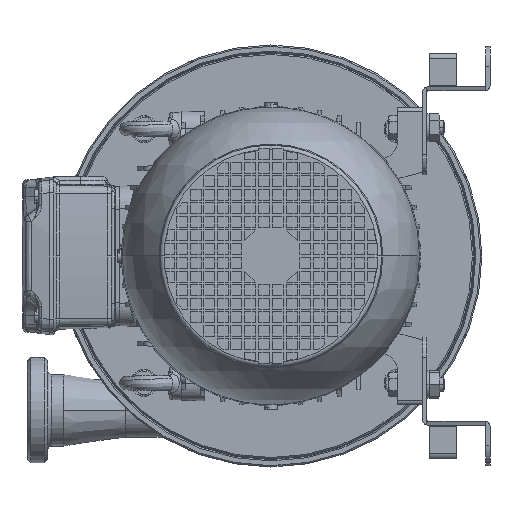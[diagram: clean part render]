
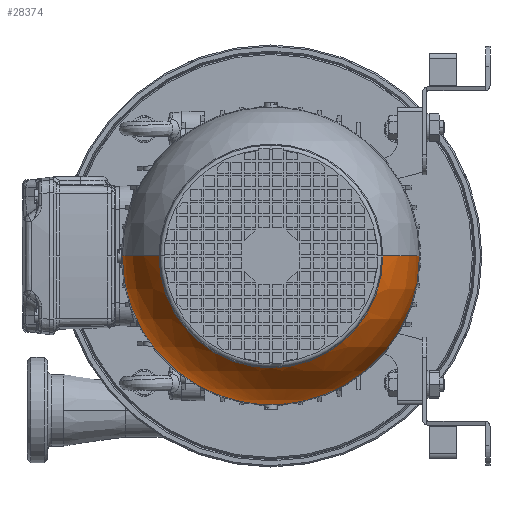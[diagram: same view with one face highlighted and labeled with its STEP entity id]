
A CAD part, left-side view. The second image highlights one B-rep face of the part: STEP entity #28374.
In plain terms, the highlighted spherical face has radius 109.835 mm.
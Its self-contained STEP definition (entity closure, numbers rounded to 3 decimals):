
#850 = VERTEX_POINT ( 'NONE', #28940 ) ;
#6021 = DIRECTION ( 'NONE',  ( -1., 0., 0. ) ) ;
#6268 = DIRECTION ( 'NONE',  ( 0., 1., 0. ) ) ;
#6743 = DIRECTION ( 'NONE',  ( 0., 1., 0. ) ) ;
#9994 = DIRECTION ( 'NONE',  ( 0., 1., 0. ) ) ;
#10172 = AXIS2_PLACEMENT_3D ( 'NONE', #53997, #32206, #9994 ) ;
#11189 = EDGE_CURVE ( 'NONE', #61473, #64387, #88586, .T. ) ;
#12747 = CARTESIAN_POINT ( 'NONE',  ( 0., 0., -115. ) ) ;
#13444 = CARTESIAN_POINT ( 'NONE',  ( 0., 0., -115. ) ) ;
#13447 = CARTESIAN_POINT ( 'NONE',  ( 0., -82.74, -187.235 ) ) ;
#14801 = CARTESIAN_POINT ( 'NONE',  ( 0., 0., -117.875 ) ) ;
#19855 = CIRCLE ( 'NONE', #10172, 82.74 ) ;
#21215 = FACE_OUTER_BOUND ( 'NONE', #76257, .T. ) ;
#27093 = AXIS2_PLACEMENT_3D ( 'NONE', #12747, #43248, #6268 ) ;
#27727 = VERTEX_POINT ( 'NONE', #13447 ) ;
#28374 = ADVANCED_FACE ( 'NONE', ( #21215 ), #59057, .T. ) ;
#28940 = CARTESIAN_POINT ( 'NONE',  ( 0., 82.74, -187.235 ) ) ;
#32206 = DIRECTION ( 'NONE',  ( 0., 0., -1. ) ) ;
#34934 = CARTESIAN_POINT ( 'NONE',  ( 0., 109.798, -117.875 ) ) ;
#43248 = DIRECTION ( 'NONE',  ( 1., 0., 0. ) ) ;
#45840 = CARTESIAN_POINT ( 'NONE',  ( 0., -109.798, -117.875 ) ) ;
#53997 = CARTESIAN_POINT ( 'NONE',  ( 0., 0., -187.235 ) ) ;
#54118 = CIRCLE ( 'NONE', #27093, 109.835 ) ;
#54973 = AXIS2_PLACEMENT_3D ( 'NONE', #14801, #88191, #6743 ) ;
#55280 = ORIENTED_EDGE ( 'NONE', *, *, #57059, .F. ) ;
#57059 = EDGE_CURVE ( 'NONE', #850, #27727, #19855, .T. ) ;
#58589 = ORIENTED_EDGE ( 'NONE', *, *, #69255, .F. ) ;
#59057 = SPHERICAL_SURFACE ( 'NONE', #88347, 109.835 ) ;
#61470 = EDGE_CURVE ( 'NONE', #64387, #27727, #54118, .T. ) ;
#61473 = VERTEX_POINT ( 'NONE', #34934 ) ;
#64387 = VERTEX_POINT ( 'NONE', #45840 ) ;
#65743 = CARTESIAN_POINT ( 'NONE',  ( 0., 0., -115. ) ) ;
#65842 = ORIENTED_EDGE ( 'NONE', *, *, #11189, .T. ) ;
#69255 = EDGE_CURVE ( 'NONE', #61473, #850, #74357, .T. ) ;
#73269 = AXIS2_PLACEMENT_3D ( 'NONE', #13444, #6021, #94888 ) ;
#73482 = DIRECTION ( 'NONE',  ( 1., 0., 0. ) ) ;
#74357 = CIRCLE ( 'NONE', #73269, 109.835 ) ;
#76257 = EDGE_LOOP ( 'NONE', ( #65842, #93747, #55280, #58589 ) ) ;
#80892 = DIRECTION ( 'NONE',  ( 0., 1., 0. ) ) ;
#88191 = DIRECTION ( 'NONE',  ( 0., 0., -1. ) ) ;
#88347 = AXIS2_PLACEMENT_3D ( 'NONE', #65743, #73482, #80892 ) ;
#88586 = CIRCLE ( 'NONE', #54973, 109.798 ) ;
#93747 = ORIENTED_EDGE ( 'NONE', *, *, #61470, .T. ) ;
#94888 = DIRECTION ( 'NONE',  ( 0., 0., 1. ) ) ;
